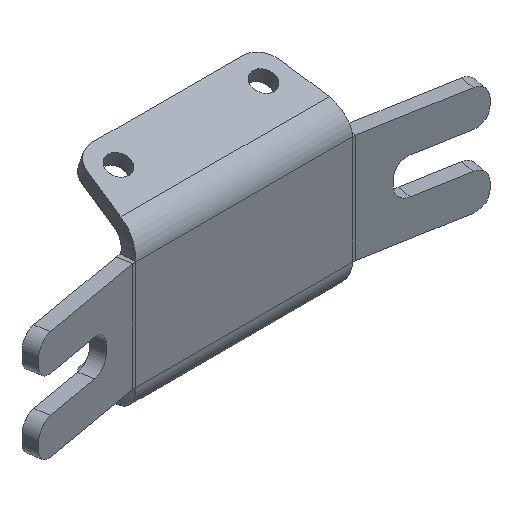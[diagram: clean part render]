
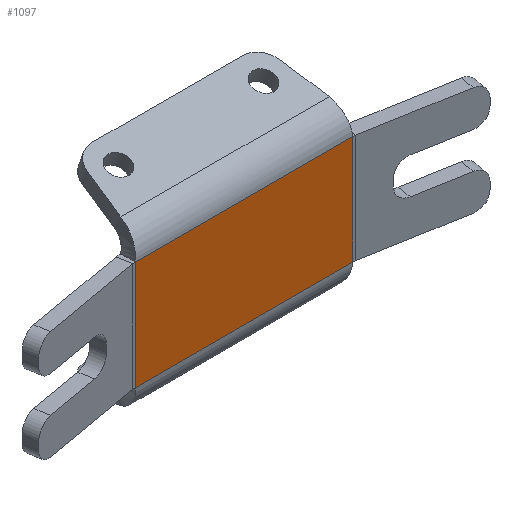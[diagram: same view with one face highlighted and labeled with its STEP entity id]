
A CAD part, isometric view. The second image highlights one B-rep face of the part: STEP entity #1097.
In plain terms, the highlighted planar face has unit normal (0, -1, 0).
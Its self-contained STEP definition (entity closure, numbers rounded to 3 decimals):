
#115=FACE_OUTER_BOUND('',#181,.T.);
#181=EDGE_LOOP('',(#757,#758,#759,#760));
#256=LINE('',#1629,#364);
#266=LINE('',#1664,#374);
#267=LINE('',#1666,#375);
#268=LINE('',#1667,#376);
#364=VECTOR('',#1296,10.);
#374=VECTOR('',#1328,10.);
#375=VECTOR('',#1329,10.);
#376=VECTOR('',#1330,10.);
#472=VERTEX_POINT('',#1626);
#473=VERTEX_POINT('',#1628);
#487=VERTEX_POINT('',#1663);
#488=VERTEX_POINT('',#1665);
#573=EDGE_CURVE('',#472,#473,#256,.T.);
#591=EDGE_CURVE('',#487,#472,#266,.T.);
#592=EDGE_CURVE('',#488,#487,#267,.T.);
#593=EDGE_CURVE('',#473,#488,#268,.T.);
#757=ORIENTED_EDGE('',*,*,#573,.F.);
#758=ORIENTED_EDGE('',*,*,#591,.F.);
#759=ORIENTED_EDGE('',*,*,#592,.F.);
#760=ORIENTED_EDGE('',*,*,#593,.F.);
#1062=PLANE('',#1186);
#1097=ADVANCED_FACE('',(#115),#1062,.F.);
#1186=AXIS2_PLACEMENT_3D('',#1662,#1326,#1327);
#1296=DIRECTION('',(0.,0.,1.));
#1326=DIRECTION('center_axis',(0.,1.,0.));
#1327=DIRECTION('ref_axis',(1.,0.,0.));
#1328=DIRECTION('',(-1.,0.,0.));
#1329=DIRECTION('',(0.,0.,-1.));
#1330=DIRECTION('',(1.,0.,0.));
#1626=CARTESIAN_POINT('',(0.,-4.,0.));
#1628=CARTESIAN_POINT('',(0.,-4.,30.));
#1629=CARTESIAN_POINT('',(0.,-4.,-6.));
#1662=CARTESIAN_POINT('Origin',(30.,-4.,-12.));
#1663=CARTESIAN_POINT('',(60.,-4.,0.));
#1664=CARTESIAN_POINT('',(15.,-4.,0.));
#1665=CARTESIAN_POINT('',(60.,-4.,30.));
#1666=CARTESIAN_POINT('',(60.,-4.,-6.));
#1667=CARTESIAN_POINT('',(15.,-4.,30.));
